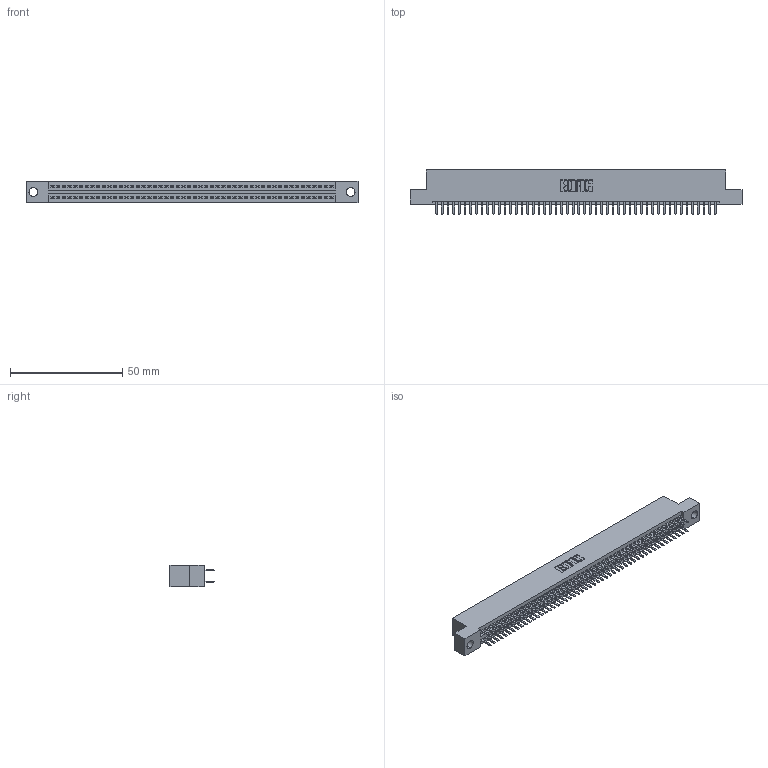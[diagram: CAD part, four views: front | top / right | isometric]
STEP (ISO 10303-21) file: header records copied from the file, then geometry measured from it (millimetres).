
FILE_DESCRIPTION (( 'STEP AP203' ), '1' );
FILE_NAME ('395-100-520-204.STEP', '2018-11-29T23:29:46', ( '' ), ( '' ), 'SwSTEP 2.0', 'SolidWorks 2016', '' );
FILE_SCHEMA (( 'CONFIG_CONTROL_DESIGN' ));
Length unit declared in the file: inch
Products named in the file (3): 345-292-001_345-293-120; 395-100-520-204; 345 Part_Flush Mounting Lugs - 0.156 Dia-TH
Assembly tree (101 placements, depth 2):
  395-100-520-204
    345 Part_Flush Mounting Lugs - 0.156 Dia-TH
    345-292-001_345-293-120  x100
Bounding box: 148.21 x 19.68 x 9.4 mm (x, y, z)
Volume: 14339.6 mm3; surface area: 21073 mm2
Topology: 101 solids, 101 shells, 5526 faces, 16041 edges, 10426 vertices
Faces by surface type: plane 3580, cylinder 1946
Entity records: 38271 total; most frequent: CARTESIAN_POINT 6420, ORIENTED_EDGE 6342, DIRECTION 5639, EDGE_CURVE 3171, LINE 2835, VECTOR 2835, VERTEX_POINT 2110, AXIS2_PLACEMENT_3D 1402
